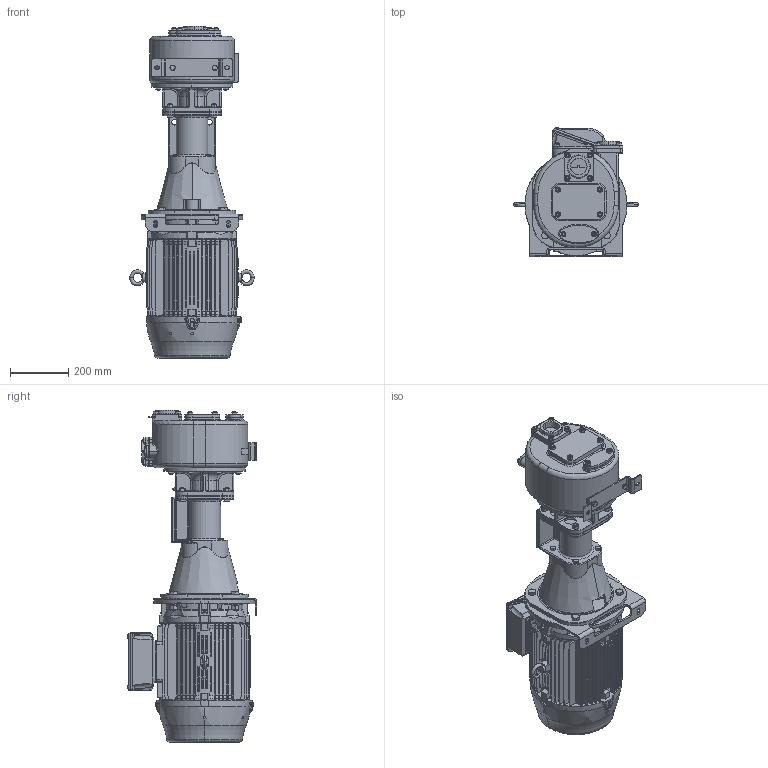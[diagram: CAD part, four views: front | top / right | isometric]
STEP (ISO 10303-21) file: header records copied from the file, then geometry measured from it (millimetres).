
FILE_DESCRIPTION((''),'2;1');
FILE_NAME('S_69_K_BBT_SW0001','2016-07-07T',('Nicola'),(''),'CREO PARAMETRIC BY PTC INC, 2015290','CREO PARAMETRIC BY PTC INC, 2015290','');
FILE_SCHEMA(('CONFIG_CONTROL_DESIGN'));
Products named in the file (1): S_69_K_BBT_SW0001
Bounding box: 427.68 x 446.26 x 1139.75 mm (x, y, z)
Volume: 55148481.3 mm3; surface area: 2809630.9 mm2
Topology: 2 solids, 3 shells, 3908 faces, 9737 edges, 6091 vertices
Faces by surface type: plane 1474, cylinder 1014, cone 998, bspline 271, torus 127, extrusion 12, sphere 12
Entity records: 165306 total; most frequent: CARTESIAN_POINT 75581, ORIENTED_EDGE 19412, DIRECTION 17748, EDGE_CURVE 9706, AXIS2_PLACEMENT_3D 7026, VERTEX_POINT 6091, EDGE_LOOP 4279, FACE_OUTER_BOUND 3908
